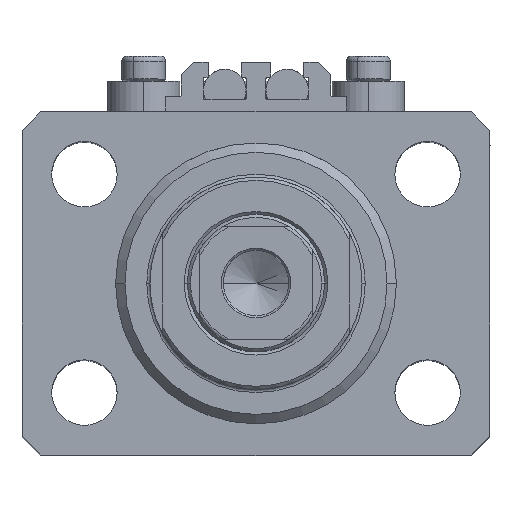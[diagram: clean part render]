
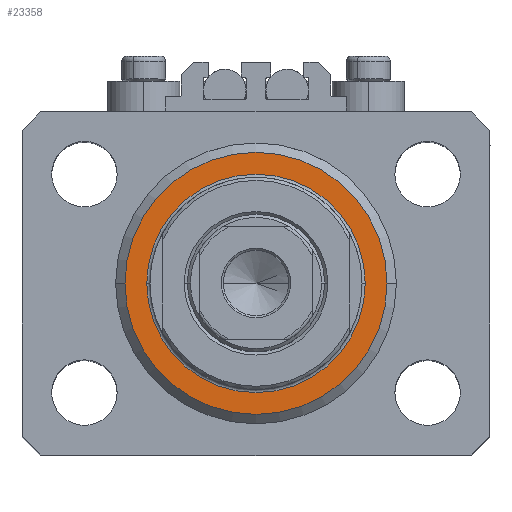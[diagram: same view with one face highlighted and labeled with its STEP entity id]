
A CAD part, top view. The second image highlights one B-rep face of the part: STEP entity #23358.
In plain terms, the highlighted face is planar.
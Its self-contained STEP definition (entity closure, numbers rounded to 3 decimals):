
#2219 = DIRECTION ( 'NONE',  ( 0., 0., -1. ) ) ;
#6494 = CIRCLE ( 'NONE', #16420, 21. ) ;
#6988 = ORIENTED_EDGE ( 'NONE', *, *, #17135, .T. ) ;
#7107 = CARTESIAN_POINT ( 'NONE',  ( 0., 0., 0. ) ) ;
#9704 = DIRECTION ( 'NONE',  ( 0., 0., 1. ) ) ;
#12578 = AXIS2_PLACEMENT_3D ( 'NONE', #28582, #24893, #21247 ) ;
#14530 = EDGE_LOOP ( 'NONE', ( #24040, #6988 ) ) ;
#15484 = VERTEX_POINT ( 'NONE', #31003 ) ;
#16162 = EDGE_CURVE ( 'NONE', #35199, #16863, #36734, .T. ) ;
#16420 = AXIS2_PLACEMENT_3D ( 'NONE', #40456, #29730, #33156 ) ;
#16520 = CIRCLE ( 'NONE', #40678, 17.5 ) ;
#16863 = VERTEX_POINT ( 'NONE', #31447 ) ;
#17135 = EDGE_CURVE ( 'NONE', #15484, #44281, #16520, .T. ) ;
#20707 = PLANE ( 'NONE',  #25797 ) ;
#20941 = ORIENTED_EDGE ( 'NONE', *, *, #16162, .T. ) ;
#21247 = DIRECTION ( 'NONE',  ( 1., 0., 0. ) ) ;
#21289 = ORIENTED_EDGE ( 'NONE', *, *, #22614, .T. ) ;
#22037 = DIRECTION ( 'NONE',  ( 0., 0., 1. ) ) ;
#22614 = EDGE_CURVE ( 'NONE', #16863, #35199, #6494, .T. ) ;
#23358 = ADVANCED_FACE ( 'NONE', ( #43659, #46834 ), #20707, .F. ) ;
#24040 = ORIENTED_EDGE ( 'NONE', *, *, #28364, .T. ) ;
#24119 = CARTESIAN_POINT ( 'NONE',  ( 0., 0., 0. ) ) ;
#24893 = DIRECTION ( 'NONE',  ( 0., 0., 1. ) ) ;
#25797 = AXIS2_PLACEMENT_3D ( 'NONE', #24119, #9704, #28769 ) ;
#25933 = DIRECTION ( 'NONE',  ( 1., 0., 0. ) ) ;
#27888 = DIRECTION ( 'NONE',  ( 1., 0., 0. ) ) ;
#28364 = EDGE_CURVE ( 'NONE', #44281, #15484, #33671, .T. ) ;
#28582 = CARTESIAN_POINT ( 'NONE',  ( 0., 0., 0. ) ) ;
#28769 = DIRECTION ( 'NONE',  ( 1., 0., 0. ) ) ;
#29730 = DIRECTION ( 'NONE',  ( 0., 0., -1. ) ) ;
#31003 = CARTESIAN_POINT ( 'NONE',  ( -17.5, 0., 0. ) ) ;
#31447 = CARTESIAN_POINT ( 'NONE',  ( 21., 0., 0. ) ) ;
#33156 = DIRECTION ( 'NONE',  ( 1., 0., 0. ) ) ;
#33671 = CIRCLE ( 'NONE', #12578, 17.5 ) ;
#33986 = EDGE_LOOP ( 'NONE', ( #21289, #20941 ) ) ;
#35199 = VERTEX_POINT ( 'NONE', #45598 ) ;
#36183 = CARTESIAN_POINT ( 'NONE',  ( 0., 0., 0. ) ) ;
#36624 = CARTESIAN_POINT ( 'NONE',  ( 17.5, 0., 0. ) ) ;
#36734 = CIRCLE ( 'NONE', #40639, 21. ) ;
#40456 = CARTESIAN_POINT ( 'NONE',  ( 0., 0., 0. ) ) ;
#40639 = AXIS2_PLACEMENT_3D ( 'NONE', #36183, #2219, #27888 ) ;
#40678 = AXIS2_PLACEMENT_3D ( 'NONE', #7107, #22037, #25933 ) ;
#43659 = FACE_BOUND ( 'NONE', #14530, .T. ) ;
#44281 = VERTEX_POINT ( 'NONE', #36624 ) ;
#45598 = CARTESIAN_POINT ( 'NONE',  ( -21., 0., 0. ) ) ;
#46834 = FACE_OUTER_BOUND ( 'NONE', #33986, .T. ) ;
